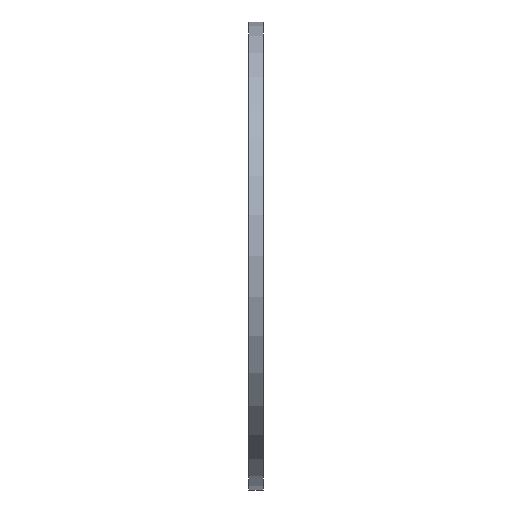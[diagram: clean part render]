
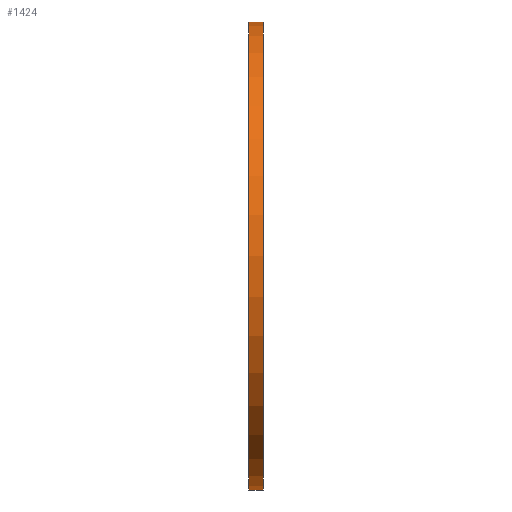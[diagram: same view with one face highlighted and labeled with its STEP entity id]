
A CAD part, left-side view. The second image highlights one B-rep face of the part: STEP entity #1424.
In plain terms, the highlighted cylindrical face has radius 50.546 mm (diameter 101.092 mm), a partial arc.
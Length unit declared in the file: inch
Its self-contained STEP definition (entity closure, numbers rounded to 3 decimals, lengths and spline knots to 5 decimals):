
#141 = DIRECTION ( 'NONE',  ( 0., 0., -1. ) ) ;
#254 = CARTESIAN_POINT ( 'NONE',  ( 0., 0.125, 1.99 ) ) ;
#518 = VECTOR ( 'NONE', #6869, 39.37008 ) ;
#675 = VERTEX_POINT ( 'NONE', #6844 ) ;
#795 = DIRECTION ( 'NONE',  ( 0., -1., 0. ) ) ;
#1006 = VERTEX_POINT ( 'NONE', #3969 ) ;
#1424 = ADVANCED_FACE ( 'NONE', ( #3181 ), #6287, .T. ) ;
#1947 = ORIENTED_EDGE ( 'NONE', *, *, #2029, .T. ) ;
#2029 = EDGE_CURVE ( 'NONE', #3459, #675, #2544, .T. ) ;
#2544 = CIRCLE ( 'NONE', #3206, 1.99 ) ;
#2548 = CARTESIAN_POINT ( 'NONE',  ( 0., 0.125, -1.99 ) ) ;
#2861 = ORIENTED_EDGE ( 'NONE', *, *, #7095, .F. ) ;
#3140 = DIRECTION ( 'NONE',  ( 0., 0., 1. ) ) ;
#3181 = FACE_OUTER_BOUND ( 'NONE', #5185, .T. ) ;
#3206 = AXIS2_PLACEMENT_3D ( 'NONE', #3679, #4285, #3140 ) ;
#3224 = ORIENTED_EDGE ( 'NONE', *, *, #4335, .F. ) ;
#3459 = VERTEX_POINT ( 'NONE', #6579 ) ;
#3679 = CARTESIAN_POINT ( 'NONE',  ( 0., 0., 0. ) ) ;
#3969 = CARTESIAN_POINT ( 'NONE',  ( 0., 0.125, -1.99 ) ) ;
#4282 = AXIS2_PLACEMENT_3D ( 'NONE', #6017, #4929, #5739 ) ;
#4285 = DIRECTION ( 'NONE',  ( 0., 1., 0. ) ) ;
#4335 = EDGE_CURVE ( 'NONE', #6496, #675, #6930, .T. ) ;
#4929 = DIRECTION ( 'NONE',  ( 0., 1., 0. ) ) ;
#5106 = AXIS2_PLACEMENT_3D ( 'NONE', #5681, #7039, #141 ) ;
#5185 = EDGE_LOOP ( 'NONE', ( #3224, #2861, #6272, #1947 ) ) ;
#5612 = EDGE_CURVE ( 'NONE', #1006, #3459, #7588, .T. ) ;
#5681 = CARTESIAN_POINT ( 'NONE',  ( 0., 0.125, 0. ) ) ;
#5739 = DIRECTION ( 'NONE',  ( 0., 0., 1. ) ) ;
#6017 = CARTESIAN_POINT ( 'NONE',  ( 0., 0.125, 0. ) ) ;
#6116 = VECTOR ( 'NONE', #795, 39.37008 ) ;
#6272 = ORIENTED_EDGE ( 'NONE', *, *, #5612, .T. ) ;
#6287 = CYLINDRICAL_SURFACE ( 'NONE', #5106, 1.99 ) ;
#6496 = VERTEX_POINT ( 'NONE', #254 ) ;
#6579 = CARTESIAN_POINT ( 'NONE',  ( 0., 0., -1.99 ) ) ;
#6844 = CARTESIAN_POINT ( 'NONE',  ( 0., 0., 1.99 ) ) ;
#6869 = DIRECTION ( 'NONE',  ( 0., -1., 0. ) ) ;
#6930 = LINE ( 'NONE', #7602, #6116 ) ;
#7039 = DIRECTION ( 'NONE',  ( 0., -1., 0. ) ) ;
#7095 = EDGE_CURVE ( 'NONE', #1006, #6496, #7118, .T. ) ;
#7118 = CIRCLE ( 'NONE', #4282, 1.99 ) ;
#7588 = LINE ( 'NONE', #2548, #518 ) ;
#7602 = CARTESIAN_POINT ( 'NONE',  ( 0., 0.125, 1.99 ) ) ;
